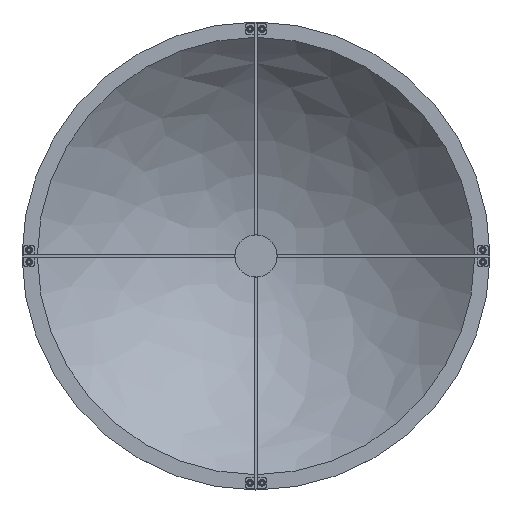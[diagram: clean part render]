
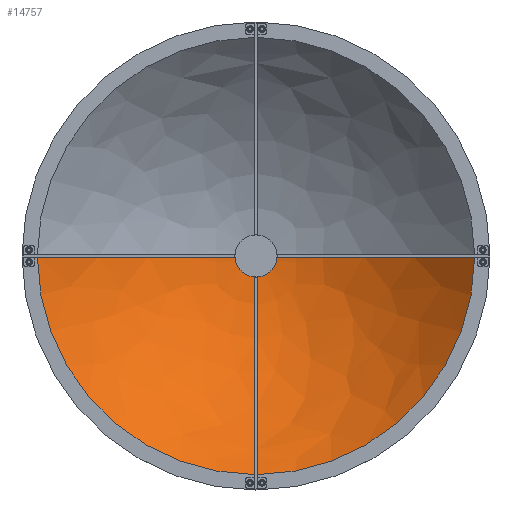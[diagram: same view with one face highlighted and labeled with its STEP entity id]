
A CAD part, top view. The second image highlights one B-rep face of the part: STEP entity #14757.
In plain terms, the highlighted free-form (B-spline) face has degree [3, 3] with [4, 4] control points.
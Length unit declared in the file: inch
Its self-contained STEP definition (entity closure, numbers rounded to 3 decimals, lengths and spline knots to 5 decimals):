
#588 = CARTESIAN_POINT ( 'NONE',  ( 0., 0., 3.13665 ) ) ;
#647 = CARTESIAN_POINT ( 'NONE',  ( -6.00058, 0., 3.13665 ) ) ;
#748 = CARTESIAN_POINT ( 'NONE',  ( -0.39346, -0.78691, 0.00124 ) ) ;
#1068 = CARTESIAN_POINT ( 'NONE',  ( -2.26233, 0., 0.12957 ) ) ;
#1177 = CARTESIAN_POINT ( 'NONE',  ( 0., 0., 3.13665 ) ) ;
#1446 = VERTEX_POINT ( 'NONE', #13030 ) ;
#1516 = DIRECTION ( 'NONE',  ( 0., 0., -1. ) ) ;
#1621 = DIRECTION ( 'NONE',  ( -1., 0., 0. ) ) ;
#1829 = CIRCLE ( 'NONE', #14278, 0.39346 ) ;
#1936 = DIRECTION ( 'NONE',  ( 0., 0., -1. ) ) ;
#2261 = CARTESIAN_POINT ( 'NONE',  ( -2.26233, -4.52466, 0.12957 ) ) ;
#3324 = DIRECTION ( 'NONE',  ( -1., 0., 0. ) ) ;
#3455 = FACE_OUTER_BOUND ( 'NONE', #14466, .T. ) ;
#3557 = CARTESIAN_POINT ( 'NONE',  ( 6.00058, -12.00116, 3.13665 ) ) ;
#3671 = CARTESIAN_POINT ( 'NONE',  ( 0.39346, 0., 0.00124 ) ) ;
#3775 = VERTEX_POINT ( 'NONE', #12954 ) ;
#4338 = B_SPLINE_CURVE_WITH_KNOTS ( 'NONE', 3,
 ( #647, #8884, #5500, #15816 ),
 .UNSPECIFIED., .F., .F.,
 ( 4, 4 ),
 ( -6., -0.39346 ),
 .UNSPECIFIED. ) ;
#5001 = EDGE_CURVE ( 'NONE', #14323, #3775, #9809, .T. ) ;
#5285 = CARTESIAN_POINT ( 'NONE',  ( 0.39346, 0., 0.00124 ) ) ;
#5310 = ORIENTED_EDGE ( 'NONE', *, *, #9391, .F. ) ;
#5450 = ORIENTED_EDGE ( 'NONE', *, *, #13892, .F. ) ;
#5500 = CARTESIAN_POINT ( 'NONE',  ( -2.26233, 0., 0.12957 ) ) ;
#5655 = CARTESIAN_POINT ( 'NONE',  ( 0., 0., 3.13665 ) ) ;
#6123 = EDGE_CURVE ( 'NONE', #6552, #12110, #10415, .T. ) ;
#6478 = DIRECTION ( 'NONE',  ( -1., 0., 0. ) ) ;
#6552 = VERTEX_POINT ( 'NONE', #10853 ) ;
#6678 = AXIS2_PLACEMENT_3D ( 'NONE', #1177, #7652, #14074 ) ;
#7178 = DIRECTION ( 'NONE',  ( 0., 0., -1. ) ) ;
#7446 = CARTESIAN_POINT ( 'NONE',  ( 0.39346, 0., 0.00124 ) ) ;
#7586 = DIRECTION ( 'NONE',  ( -1., 0., 0. ) ) ;
#7652 = DIRECTION ( 'NONE',  ( 0., 0., -1. ) ) ;
#8445 = CARTESIAN_POINT ( 'NONE',  ( -4.13137, 0., 1.17471 ) ) ;
#8519 = EDGE_CURVE ( 'NONE', #21201, #6552, #8723, .T. ) ;
#8647 = CARTESIAN_POINT ( 'NONE',  ( 4.13137, 0., 1.17471 ) ) ;
#8690 = AXIS2_PLACEMENT_3D ( 'NONE', #11144, #1516, #6478 ) ;
#8723 = CIRCLE ( 'NONE', #16003, 6.00058 ) ;
#8884 = CARTESIAN_POINT ( 'NONE',  ( -4.13137, 0., 1.17471 ) ) ;
#8939 = ORIENTED_EDGE ( 'NONE', *, *, #6123, .F. ) ;
#9022 = DIRECTION ( 'NONE',  ( 0., 0., -1. ) ) ;
#9318 = VERTEX_POINT ( 'NONE', #5285 ) ;
#9391 = EDGE_CURVE ( 'NONE', #12110, #21266, #4338, .T. ) ;
#9809 = CIRCLE ( 'NONE', #12252, 6.00058 ) ;
#10062 = CARTESIAN_POINT ( 'NONE',  ( -4.13137, -8.26274, 1.17471 ) ) ;
#10382 = EDGE_CURVE ( 'NONE', #14323, #9318, #20371, .T. ) ;
#10415 = CIRCLE ( 'NONE', #8690, 6.00058 ) ;
#10486 = CARTESIAN_POINT ( 'NONE',  ( 2.26233, 0., 0.12957 ) ) ;
#10853 = CARTESIAN_POINT ( 'NONE',  ( -6.00045, -0.0395, 3.13665 ) ) ;
#11144 = CARTESIAN_POINT ( 'NONE',  ( 0., 0., 3.13665 ) ) ;
#11807 = CARTESIAN_POINT ( 'NONE',  ( 4.13137, 0., 1.17471 ) ) ;
#12045 = CARTESIAN_POINT ( 'NONE',  ( 6.00058, 0., 3.13665 ) ) ;
#12110 = VERTEX_POINT ( 'NONE', #16542 ) ;
#12252 = AXIS2_PLACEMENT_3D ( 'NONE', #20025, #1936, #1621 ) ;
#12609 = AXIS2_PLACEMENT_3D ( 'NONE', #5655, #9022, #3324 ) ;
#12780 = EDGE_CURVE ( 'NONE', #21266, #9318, #1829, .T. ) ;
#12954 = CARTESIAN_POINT ( 'NONE',  ( 6.00045, -0.0395, 3.13665 ) ) ;
#13030 = CARTESIAN_POINT ( 'NONE',  ( 0.0395, -6.00045, 3.13665 ) ) ;
#13545 = CARTESIAN_POINT ( 'NONE',  ( 6.00058, 0., 3.13665 ) ) ;
#13659 = CARTESIAN_POINT ( 'NONE',  ( 2.26233, 0., 0.12957 ) ) ;
#13810 = DIRECTION ( 'NONE',  ( -1., 0., 0. ) ) ;
#13892 = EDGE_CURVE ( 'NONE', #1446, #21201, #15030, .T. ) ;
#13916 = ORIENTED_EDGE ( 'NONE', *, *, #14809, .F. ) ;
#14074 = DIRECTION ( 'NONE',  ( -1., 0., 0. ) ) ;
#14175 = CARTESIAN_POINT ( 'NONE',  ( -0.39346, 0., 0.00124 ) ) ;
#14278 = AXIS2_PLACEMENT_3D ( 'NONE', #21041, #15631, #7586 ) ;
#14323 = VERTEX_POINT ( 'NONE', #12045 ) ;
#14466 = EDGE_LOOP ( 'NONE', ( #19998, #20953, #18542, #5310, #8939, #19973, #5450, #13916 ) ) ;
#14757 = ADVANCED_FACE ( 'NONE', ( #3455 ), #17821, .T. ) ;
#14809 = EDGE_CURVE ( 'NONE', #3775, #1446, #15016, .T. ) ;
#15016 = CIRCLE ( 'NONE', #6678, 6.00058 ) ;
#15030 = CIRCLE ( 'NONE', #12609, 6.00058 ) ;
#15631 = DIRECTION ( 'NONE',  ( 0., 0., 1. ) ) ;
#15816 = CARTESIAN_POINT ( 'NONE',  ( -0.39346, 0., 0.00124 ) ) ;
#16003 = AXIS2_PLACEMENT_3D ( 'NONE', #588, #7178, #13810 ) ;
#16542 = CARTESIAN_POINT ( 'NONE',  ( -6.00058, 0., 3.13665 ) ) ;
#16792 = CARTESIAN_POINT ( 'NONE',  ( 4.13137, -8.26274, 1.17471 ) ) ;
#16893 = CARTESIAN_POINT ( 'NONE',  ( -6.00058, 0., 3.13665 ) ) ;
#17114 = CARTESIAN_POINT ( 'NONE',  ( 2.26233, -4.52466, 0.12957 ) ) ;
#17821 =( BOUNDED_SURFACE ( )  B_SPLINE_SURFACE ( 3, 3, ( 
 ( #18400, #3557, #20135, #16893 ),
 ( #8647, #16792, #10062, #8445 ),
 ( #10486, #17114, #2261, #1068 ),
 ( #7446, #19044, #748, #14175 ) ),
 .UNSPECIFIED., .F., .F., .F. ) 
 B_SPLINE_SURFACE_WITH_KNOTS ( ( 4, 4 ),
 ( 4, 4 ),
 ( -6., -0.39346 ),
 ( 0., 1. ),
 .UNSPECIFIED. ) 
 GEOMETRIC_REPRESENTATION_ITEM ( )  RATIONAL_B_SPLINE_SURFACE ( (
 ( 1., 0.333, 0.333, 1.),
 ( 1., 0.333, 0.333, 1.),
 ( 1., 0.333, 0.333, 1.),
 ( 1., 0.333, 0.333, 1.) ) ) 
 REPRESENTATION_ITEM ( '' )  SURFACE ( )  );
#17926 = CARTESIAN_POINT ( 'NONE',  ( -0.0395, -6.00045, 3.13665 ) ) ;
#18400 = CARTESIAN_POINT ( 'NONE',  ( 6.00058, 0., 3.13665 ) ) ;
#18542 = ORIENTED_EDGE ( 'NONE', *, *, #12780, .F. ) ;
#19044 = CARTESIAN_POINT ( 'NONE',  ( 0.39346, -0.78691, 0.00124 ) ) ;
#19883 = CARTESIAN_POINT ( 'NONE',  ( -0.39346, 0., 0.00124 ) ) ;
#19973 = ORIENTED_EDGE ( 'NONE', *, *, #8519, .F. ) ;
#19998 = ORIENTED_EDGE ( 'NONE', *, *, #5001, .F. ) ;
#20025 = CARTESIAN_POINT ( 'NONE',  ( 0., 0., 3.13665 ) ) ;
#20135 = CARTESIAN_POINT ( 'NONE',  ( -6.00058, -12.00116, 3.13665 ) ) ;
#20371 = B_SPLINE_CURVE_WITH_KNOTS ( 'NONE', 3,
 ( #13545, #11807, #13659, #3671 ),
 .UNSPECIFIED., .F., .F.,
 ( 4, 4 ),
 ( -6., -0.39346 ),
 .UNSPECIFIED. ) ;
#20953 = ORIENTED_EDGE ( 'NONE', *, *, #10382, .T. ) ;
#21041 = CARTESIAN_POINT ( 'NONE',  ( 0., 0., 0.00124 ) ) ;
#21201 = VERTEX_POINT ( 'NONE', #17926 ) ;
#21266 = VERTEX_POINT ( 'NONE', #19883 ) ;
